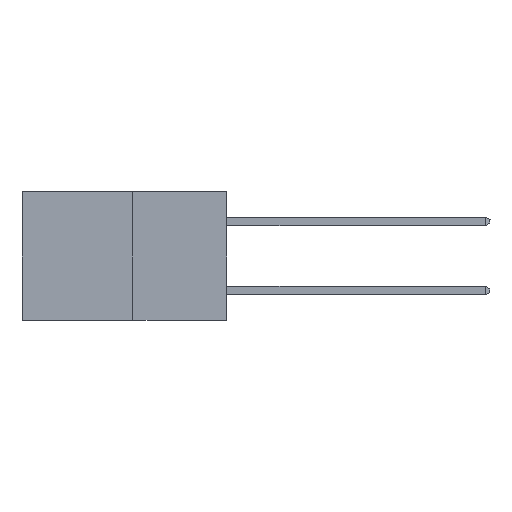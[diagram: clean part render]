
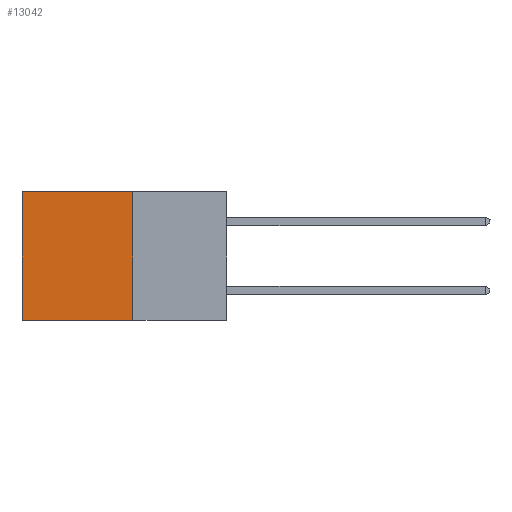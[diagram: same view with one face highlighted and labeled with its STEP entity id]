
A CAD part, left-side view. The second image highlights one B-rep face of the part: STEP entity #13042.
In plain terms, the highlighted planar face has unit normal (-1, 0, 0).
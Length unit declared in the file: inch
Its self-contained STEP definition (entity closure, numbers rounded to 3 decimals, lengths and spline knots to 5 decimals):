
#622 = CARTESIAN_POINT ( 'NONE',  ( 0.277, 0.59, -0.37 ) ) ;
#950 = CARTESIAN_POINT ( 'NONE',  ( 0.277, 0.59, 0. ) ) ;
#1266 = CARTESIAN_POINT ( 'NONE',  ( 0.277, 0.27, 0. ) ) ;
#1382 = ORIENTED_EDGE ( 'NONE', *, *, #24311, .T. ) ;
#2375 = VECTOR ( 'NONE', #21502, 39.37008 ) ;
#2942 = DIRECTION ( 'NONE',  ( 0., 1., 0. ) ) ;
#3373 = AXIS2_PLACEMENT_3D ( 'NONE', #17318, #23837, #10714 ) ;
#7657 = VERTEX_POINT ( 'NONE', #12776 ) ;
#8024 = CARTESIAN_POINT ( 'NONE',  ( 0.277, 0.27, -0.37 ) ) ;
#8422 = PLANE ( 'NONE',  #3373 ) ;
#9890 = DIRECTION ( 'NONE',  ( 0., 0., -1. ) ) ;
#10714 = DIRECTION ( 'NONE',  ( 0., 0., -1. ) ) ;
#12776 = CARTESIAN_POINT ( 'NONE',  ( 0.277, 0.27, 0. ) ) ;
#13042 = ADVANCED_FACE ( 'NONE', ( #19224 ), #8422, .F. ) ;
#14319 = VERTEX_POINT ( 'NONE', #950 ) ;
#14528 = LINE ( 'NONE', #1266, #2375 ) ;
#15583 = ORIENTED_EDGE ( 'NONE', *, *, #16340, .T. ) ;
#16302 = ORIENTED_EDGE ( 'NONE', *, *, #20488, .F. ) ;
#16320 = EDGE_LOOP ( 'NONE', ( #15583, #25064, #16302, #1382 ) ) ;
#16340 = EDGE_CURVE ( 'NONE', #14319, #18951, #19909, .T. ) ;
#17318 = CARTESIAN_POINT ( 'NONE',  ( 0.277, 0.27, -0.37 ) ) ;
#18149 = VECTOR ( 'NONE', #2942, 39.37008 ) ;
#18374 = LINE ( 'NONE', #20868, #19041 ) ;
#18628 = DIRECTION ( 'NONE',  ( 0., 0., -1. ) ) ;
#18669 = CARTESIAN_POINT ( 'NONE',  ( 0.277, 0.27, -0.37 ) ) ;
#18951 = VERTEX_POINT ( 'NONE', #24365 ) ;
#19041 = VECTOR ( 'NONE', #9890, 39.37008 ) ;
#19224 = FACE_OUTER_BOUND ( 'NONE', #16320, .T. ) ;
#19235 = VECTOR ( 'NONE', #18628, 39.37008 ) ;
#19909 = LINE ( 'NONE', #622, #19235 ) ;
#20022 = VERTEX_POINT ( 'NONE', #8024 ) ;
#20163 = LINE ( 'NONE', #18669, #18149 ) ;
#20488 = EDGE_CURVE ( 'NONE', #7657, #20022, #18374, .T. ) ;
#20868 = CARTESIAN_POINT ( 'NONE',  ( 0.277, 0.27, -0.37 ) ) ;
#21502 = DIRECTION ( 'NONE',  ( 0., 1., 0. ) ) ;
#23837 = DIRECTION ( 'NONE',  ( 1., 0., 0. ) ) ;
#24311 = EDGE_CURVE ( 'NONE', #7657, #14319, #14528, .T. ) ;
#24365 = CARTESIAN_POINT ( 'NONE',  ( 0.277, 0.59, -0.37 ) ) ;
#25064 = ORIENTED_EDGE ( 'NONE', *, *, #25717, .F. ) ;
#25717 = EDGE_CURVE ( 'NONE', #20022, #18951, #20163, .T. ) ;
